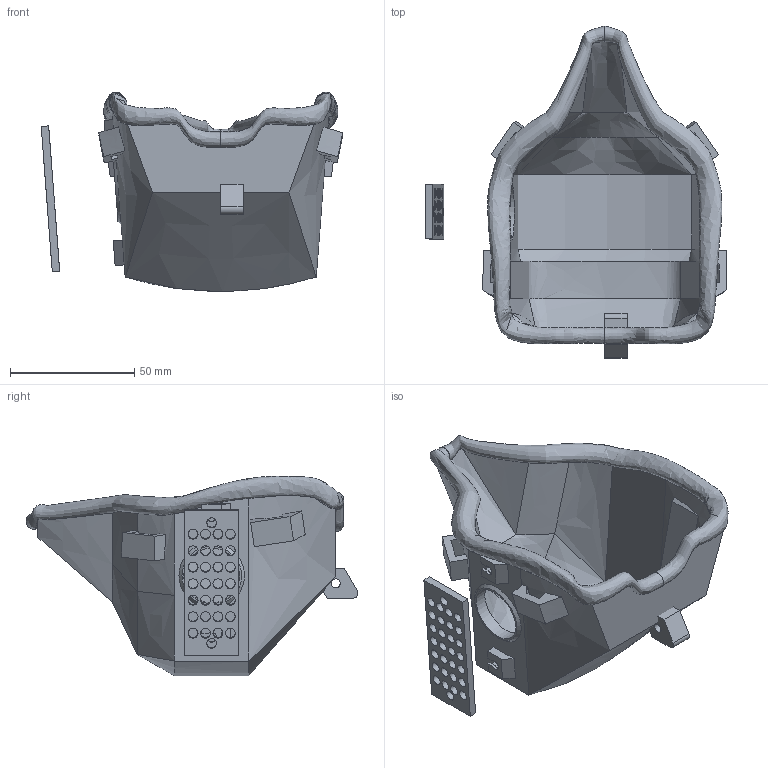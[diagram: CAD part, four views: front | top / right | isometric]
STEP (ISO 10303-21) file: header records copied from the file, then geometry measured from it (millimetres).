
FILE_DESCRIPTION(/* description */ (''),/* implementation_level */ '2;1');
FILE_NAME(/* name */ 'FDM Mask.step',/* time_stamp */ '2020-03-27T13:21:09+01:00',/* author */ (''),/* organization */ (''),/* preprocessor_version */ 'ST-DEVELOPER v18',/* originating_system */ 'Autodesk Translation Framework v8.12.0.6',/* authorisation */ '');
FILE_SCHEMA (('AUTOMOTIVE_DESIGN { 1 0 10303 214 3 1 1 }'));
Length unit declared in the file: millimetre
Products named in the file (3): Mascarilla; Mascarilla_1; Tuerca
Assembly tree (2 placements, depth 2):
  Mascarilla
    Mascarilla_1
    Tuerca
Bounding box: 121.52 x 133.73 x 80.54 mm (x, y, z)
Volume: 93467.4 mm3; surface area: 64775.1 mm2
Topology: 4 solids, 4 shells, 297 faces, 859 edges, 566 vertices
Faces by surface type: plane 137, bspline 119, cylinder 40, cone 1
Full cylindrical faces by diameter (mm): 3.6 x1, 4 x30, 22.5 x1
Entity records: 21381 total; most frequent: CARTESIAN_POINT 14406, ORIENTED_EDGE 1710, DIRECTION 918, EDGE_CURVE 855, VERTEX_POINT 566, LINE 388, VECTOR 388, B_SPLINE_CURVE_WITH_KNOTS 376
